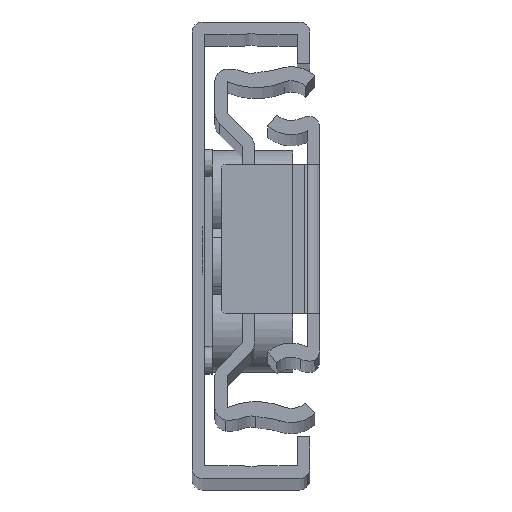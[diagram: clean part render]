
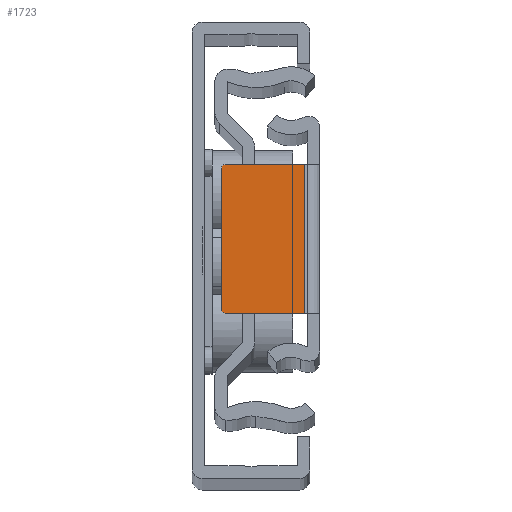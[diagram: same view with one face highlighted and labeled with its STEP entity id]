
A CAD part, top view. The second image highlights one B-rep face of the part: STEP entity #1723.
In plain terms, the highlighted planar face has unit normal (0, 0, 1).
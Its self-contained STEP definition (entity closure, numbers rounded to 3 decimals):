
#259 = EDGE_LOOP ( 'NONE', ( #3213, #3214, #3215, #3216, #3217, #3218 ) ) ;
#834 = VERTEX_POINT ( 'NONE', #1247 ) ;
#835 = VERTEX_POINT ( 'NONE', #1248 ) ;
#838 = VERTEX_POINT ( 'NONE', #1251 ) ;
#841 = VERTEX_POINT ( 'NONE', #1254 ) ;
#861 = VERTEX_POINT ( 'NONE', #1274 ) ;
#863 = VERTEX_POINT ( 'NONE', #1276 ) ;
#1247 = CARTESIAN_POINT ( 'NONE',  ( 2.9, 6.9, 647. ) ) ;
#1248 = CARTESIAN_POINT ( 'NONE',  ( 3.4, 7.4, 647. ) ) ;
#1251 = CARTESIAN_POINT ( 'NONE',  ( 2.9, -6.9, 647. ) ) ;
#1254 = CARTESIAN_POINT ( 'NONE',  ( 3.4, -7.4, 647. ) ) ;
#1274 = CARTESIAN_POINT ( 'NONE',  ( 11.2, 7.4, 647. ) ) ;
#1276 = CARTESIAN_POINT ( 'NONE',  ( 11.2, -7.4, 647. ) ) ;
#1723 = ADVANCED_FACE ( 'NONE', ( #8344 ), #7352, .T. ) ;
#2694 = EDGE_CURVE ( 'NONE', #834, #835, #10847, .T. ) ;
#2696 = EDGE_CURVE ( 'NONE', #838, #841, #10850, .T. ) ;
#2697 = EDGE_CURVE ( 'NONE', #834, #838, #10849, .T. ) ;
#2725 = EDGE_CURVE ( 'NONE', #861, #835, #10893, .T. ) ;
#2729 = EDGE_CURVE ( 'NONE', #861, #863, #10900, .T. ) ;
#2730 = EDGE_CURVE ( 'NONE', #863, #841, #10902, .T. ) ;
#3213 = ORIENTED_EDGE ( 'NONE', *, *, #2725, .T. ) ;
#3214 = ORIENTED_EDGE ( 'NONE', *, *, #2694, .F. ) ;
#3215 = ORIENTED_EDGE ( 'NONE', *, *, #2697, .T. ) ;
#3216 = ORIENTED_EDGE ( 'NONE', *, *, #2696, .T. ) ;
#3217 = ORIENTED_EDGE ( 'NONE', *, *, #2730, .F. ) ;
#3218 = ORIENTED_EDGE ( 'NONE', *, *, #2729, .F. ) ;
#7351 = CARTESIAN_POINT ( 'NONE',  ( 2.9, -7.4, 647. ) ) ;
#7352 = PLANE ( 'NONE',  #8752 ) ;
#7361 = DIRECTION ( 'NONE',  ( 0., 0., 1. ) ) ;
#7362 = DIRECTION ( 'NONE',  ( 1., 0., 0. ) ) ;
#8344 = FACE_OUTER_BOUND ( 'NONE', #259, .T. ) ;
#8752 = AXIS2_PLACEMENT_3D ( 'NONE', #7351, #7361, #7362 ) ;
#9077 = AXIS2_PLACEMENT_3D ( 'NONE', #9895, #9896, #9897 ) ;
#9078 = AXIS2_PLACEMENT_3D ( 'NONE', #9898, #9900, #9901 ) ;
#9892 = CARTESIAN_POINT ( 'NONE',  ( 2.9, -7.4, 647. ) ) ;
#9895 = CARTESIAN_POINT ( 'NONE',  ( 3.4, 6.9, 647. ) ) ;
#9896 = DIRECTION ( 'NONE',  ( 0., 0., -1. ) ) ;
#9897 = DIRECTION ( 'NONE',  ( -1., 0., 0. ) ) ;
#9898 = CARTESIAN_POINT ( 'NONE',  ( 3.4, -6.9, 647. ) ) ;
#9900 = DIRECTION ( 'NONE',  ( 0., 0., 1. ) ) ;
#9901 = DIRECTION ( 'NONE',  ( 1., 0., 0. ) ) ;
#9903 = DIRECTION ( 'NONE',  ( 0., -1., 0. ) ) ;
#9965 = CARTESIAN_POINT ( 'NONE',  ( 2.9, 7.4, 647. ) ) ;
#9968 = CARTESIAN_POINT ( 'NONE',  ( 11.2, -10.909, 647. ) ) ;
#9972 = DIRECTION ( 'NONE',  ( -1., 0., 0. ) ) ;
#9980 = DIRECTION ( 'NONE',  ( 0., -1., 0. ) ) ;
#9981 = CARTESIAN_POINT ( 'NONE',  ( 2.9, -7.4, 647. ) ) ;
#9982 = DIRECTION ( 'NONE',  ( -1., 0., 0. ) ) ;
#10845 = VECTOR ( 'NONE', #9903, 1000. ) ;
#10847 = CIRCLE ( 'NONE', #9077, 0.5 ) ;
#10849 = LINE ( 'NONE', #9892, #10845 ) ;
#10850 = CIRCLE ( 'NONE', #9078, 0.5 ) ;
#10889 = VECTOR ( 'NONE', #9972, 1000. ) ;
#10890 = VECTOR ( 'NONE', #9980, 1000. ) ;
#10893 = LINE ( 'NONE', #9965, #10889 ) ;
#10900 = LINE ( 'NONE', #9968, #10890 ) ;
#10902 = LINE ( 'NONE', #9981, #10903 ) ;
#10903 = VECTOR ( 'NONE', #9982, 1000. ) ;
